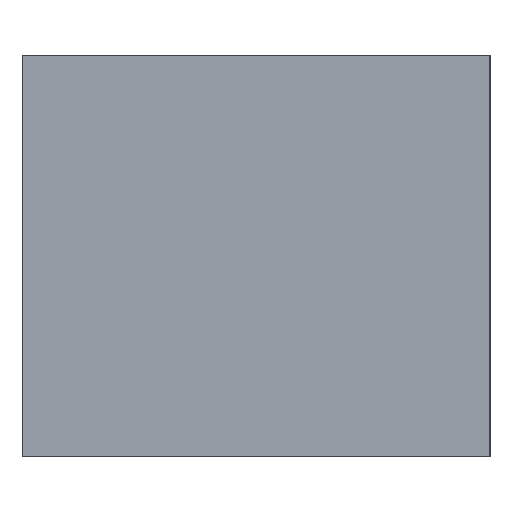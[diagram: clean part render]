
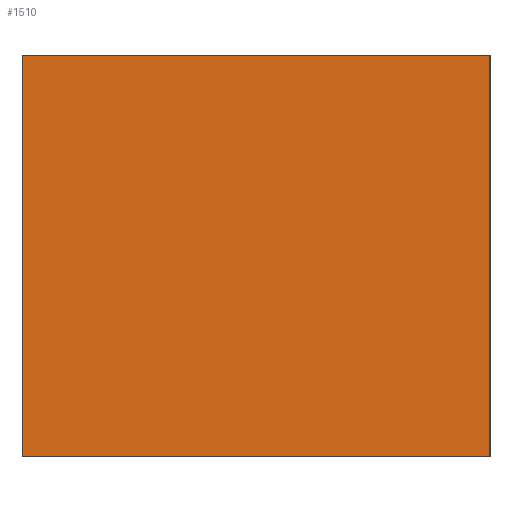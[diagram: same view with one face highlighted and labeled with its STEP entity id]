
A CAD part, left-side view. The second image highlights one B-rep face of the part: STEP entity #1510.
In plain terms, the highlighted planar face has unit normal (-1, 0, 0).
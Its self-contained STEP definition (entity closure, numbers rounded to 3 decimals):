
#185 = LINE ( 'NONE', #224, #1005 ) ;
#224 = CARTESIAN_POINT ( 'NONE',  ( -65., 140., -60. ) ) ;
#236 = ORIENTED_EDGE ( 'NONE', *, *, #291, .T. ) ;
#291 = EDGE_CURVE ( 'NONE', #479, #1364, #1039, .T. ) ;
#295 = EDGE_CURVE ( 'NONE', #1184, #1364, #1729, .T. ) ;
#304 = EDGE_CURVE ( 'NONE', #960, #1184, #185, .T. ) ;
#310 = EDGE_CURVE ( 'NONE', #960, #479, #1280, .T. ) ;
#360 = EDGE_LOOP ( 'NONE', ( #236, #799, #1673, #1794 ) ) ;
#479 = VERTEX_POINT ( 'NONE', #732 ) ;
#580 = CARTESIAN_POINT ( 'NONE',  ( -65., 140., -60. ) ) ;
#599 = CARTESIAN_POINT ( 'NONE',  ( -65., 0., 60. ) ) ;
#732 = CARTESIAN_POINT ( 'NONE',  ( -65., 0., -60. ) ) ;
#734 = CARTESIAN_POINT ( 'NONE',  ( -65., 0., -60. ) ) ;
#739 = DIRECTION ( 'NONE',  ( 0., 0., 1. ) ) ;
#758 = DIRECTION ( 'NONE',  ( 0., -1., 0. ) ) ;
#799 = ORIENTED_EDGE ( 'NONE', *, *, #295, .F. ) ;
#960 = VERTEX_POINT ( 'NONE', #1376 ) ;
#1005 = VECTOR ( 'NONE', #739, 1000. ) ;
#1039 = LINE ( 'NONE', #734, #1428 ) ;
#1170 = DIRECTION ( 'NONE',  ( 1., 0., 0. ) ) ;
#1184 = VERTEX_POINT ( 'NONE', #1785 ) ;
#1269 = CARTESIAN_POINT ( 'NONE',  ( -65., 140., 60. ) ) ;
#1280 = LINE ( 'NONE', #580, #1357 ) ;
#1313 = PLANE ( 'NONE',  #1657 ) ;
#1340 = CARTESIAN_POINT ( 'NONE',  ( -65., 140., -60. ) ) ;
#1354 = FACE_OUTER_BOUND ( 'NONE', #360, .T. ) ;
#1357 = VECTOR ( 'NONE', #1520, 1000. ) ;
#1364 = VERTEX_POINT ( 'NONE', #599 ) ;
#1376 = CARTESIAN_POINT ( 'NONE',  ( -65., 140., -60. ) ) ;
#1383 = DIRECTION ( 'NONE',  ( 0., 0., 1. ) ) ;
#1412 = VECTOR ( 'NONE', #758, 1000. ) ;
#1428 = VECTOR ( 'NONE', #1383, 1000. ) ;
#1510 = ADVANCED_FACE ( 'NONE', ( #1354 ), #1313, .F. ) ;
#1520 = DIRECTION ( 'NONE',  ( 0., -1., 0. ) ) ;
#1606 = DIRECTION ( 'NONE',  ( 0., 0., -1. ) ) ;
#1657 = AXIS2_PLACEMENT_3D ( 'NONE', #1340, #1170, #1606 ) ;
#1673 = ORIENTED_EDGE ( 'NONE', *, *, #304, .F. ) ;
#1729 = LINE ( 'NONE', #1269, #1412 ) ;
#1785 = CARTESIAN_POINT ( 'NONE',  ( -65., 140., 60. ) ) ;
#1794 = ORIENTED_EDGE ( 'NONE', *, *, #310, .T. ) ;
